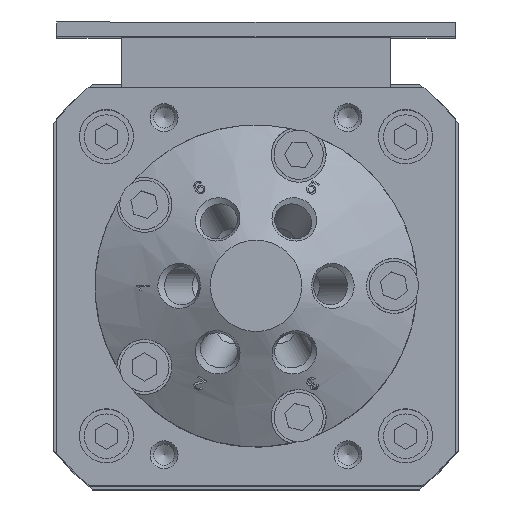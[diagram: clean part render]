
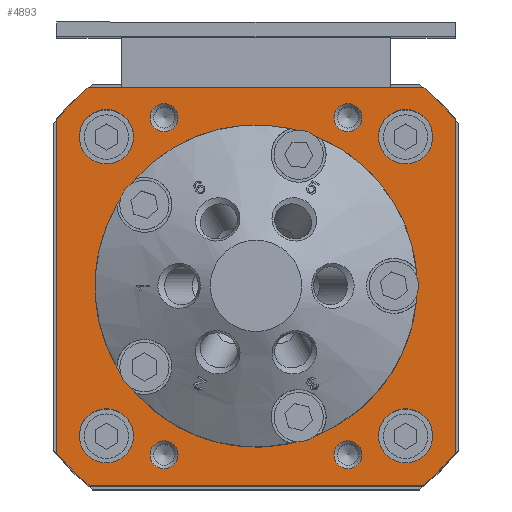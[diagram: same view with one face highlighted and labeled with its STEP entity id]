
A CAD part, top view. The second image highlights one B-rep face of the part: STEP entity #4893.
In plain terms, the highlighted planar face has unit normal (0, 0, 1).
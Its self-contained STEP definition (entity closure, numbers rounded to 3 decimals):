
#4222=CARTESIAN_POINT('',(31.93,3.492,40.375));
#4223=VERTEX_POINT('',#4222);
#4224=CARTESIAN_POINT('',(30.48,3.492,40.375));
#4225=DIRECTION('',(0.0,0.0,-1.0));
#4226=DIRECTION('',(1.0,0.0,0.0));
#4227=AXIS2_PLACEMENT_3D('',#4224,#4225,#4226);
#4228=CIRCLE('',#4227,1.45);
#4229=EDGE_CURVE('',#4223,#4223,#4228,.T.);
#4242=CARTESIAN_POINT('',(12.88,38.417,40.375));
#4243=VERTEX_POINT('',#4242);
#4244=CARTESIAN_POINT('',(11.43,38.417,40.375));
#4245=DIRECTION('',(0.0,0.0,-1.0));
#4246=DIRECTION('',(1.0,0.0,0.0));
#4247=AXIS2_PLACEMENT_3D('',#4244,#4245,#4246);
#4248=CIRCLE('',#4247,1.45);
#4249=EDGE_CURVE('',#4243,#4243,#4248,.T.);
#4270=CARTESIAN_POINT('',(31.93,38.417,40.375));
#4271=VERTEX_POINT('',#4270);
#4272=CARTESIAN_POINT('',(30.48,38.417,40.375));
#4273=DIRECTION('',(0.0,0.0,-1.0));
#4274=DIRECTION('',(1.0,0.0,0.0));
#4275=AXIS2_PLACEMENT_3D('',#4272,#4273,#4274);
#4276=CIRCLE('',#4275,1.45);
#4277=EDGE_CURVE('',#4271,#4271,#4276,.T.);
#4290=CARTESIAN_POINT('',(12.88,3.492,40.375));
#4291=VERTEX_POINT('',#4290);
#4292=CARTESIAN_POINT('',(11.43,3.492,40.375));
#4293=DIRECTION('',(0.0,0.0,-1.0));
#4294=DIRECTION('',(1.0,0.0,0.0));
#4295=AXIS2_PLACEMENT_3D('',#4292,#4293,#4294);
#4296=CIRCLE('',#4295,1.45);
#4297=EDGE_CURVE('',#4291,#4291,#4296,.T.);
#4310=CARTESIAN_POINT('',(39.256,5.461,40.375));
#4311=VERTEX_POINT('',#4310);
#4312=CARTESIAN_POINT('',(36.449,5.461,40.375));
#4313=DIRECTION('',(0.0,0.0,-1.0));
#4314=DIRECTION('',(1.0,0.0,0.0));
#4315=AXIS2_PLACEMENT_3D('',#4312,#4313,#4314);
#4316=CIRCLE('',#4315,2.807);
#4317=EDGE_CURVE('',#4311,#4311,#4316,.T.);
#4330=CARTESIAN_POINT('',(8.268,36.449,40.375));
#4331=VERTEX_POINT('',#4330);
#4332=CARTESIAN_POINT('',(5.461,36.449,40.375));
#4333=DIRECTION('',(0.0,0.0,-1.0));
#4334=DIRECTION('',(1.0,0.0,0.0));
#4335=AXIS2_PLACEMENT_3D('',#4332,#4333,#4334);
#4336=CIRCLE('',#4335,2.807);
#4337=EDGE_CURVE('',#4331,#4331,#4336,.T.);
#4350=CARTESIAN_POINT('',(39.256,36.449,40.375));
#4351=VERTEX_POINT('',#4350);
#4352=CARTESIAN_POINT('',(36.449,36.449,40.375));
#4353=DIRECTION('',(0.0,0.0,-1.0));
#4354=DIRECTION('',(1.0,0.0,0.0));
#4355=AXIS2_PLACEMENT_3D('',#4352,#4353,#4354);
#4356=CIRCLE('',#4355,2.807);
#4357=EDGE_CURVE('',#4351,#4351,#4356,.T.);
#4370=CARTESIAN_POINT('',(8.268,5.461,40.375));
#4371=VERTEX_POINT('',#4370);
#4372=CARTESIAN_POINT('',(5.461,5.461,40.375));
#4373=DIRECTION('',(0.0,0.0,-1.0));
#4374=DIRECTION('',(1.0,0.0,0.0));
#4375=AXIS2_PLACEMENT_3D('',#4372,#4373,#4374);
#4376=CIRCLE('',#4375,2.807);
#4377=EDGE_CURVE('',#4371,#4371,#4376,.T.);
#4387=CARTESIAN_POINT('',(37.63,20.955,40.375));
#4388=VERTEX_POINT('',#4387);
#4389=CARTESIAN_POINT('',(20.955,20.955,40.375));
#4390=DIRECTION('',(0.0,0.0,-1.0));
#4391=DIRECTION('',(-1.0,0.0,0.0));
#4392=AXIS2_PLACEMENT_3D('',#4389,#4390,#4391);
#4393=CIRCLE('',#4392,16.675);
#4394=EDGE_CURVE('',#4388,#4388,#4393,.T.);
#4452=CARTESIAN_POINT('',(41.593,38.246,40.375));
#4453=VERTEX_POINT('',#4452);
#4460=CARTESIAN_POINT('',(41.593,3.664,40.375));
#4461=VERTEX_POINT('',#4460);
#4462=CARTESIAN_POINT('',(41.593,38.246,40.375));
#4463=DIRECTION('',(0.0,-1.0,0.0));
#4464=VECTOR('',#4463,34.583);
#4465=LINE('',#4462,#4464);
#4466=EDGE_CURVE('',#4453,#4461,#4465,.T.);
#4504=CARTESIAN_POINT('',(38.246,0.317,40.375));
#4505=VERTEX_POINT('',#4504);
#4506=CARTESIAN_POINT('',(20.955,20.955,40.375));
#4507=DIRECTION('',(0.,0.,-1.0));
#4508=DIRECTION('',(-0.642,0.767,0.));
#4509=AXIS2_PLACEMENT_3D('',#4506,#4507,#4508);
#4510=CIRCLE('',#4509,26.924);
#4511=EDGE_CURVE('',#4461,#4505,#4510,.T.);
#4536=CARTESIAN_POINT('',(3.664,0.317,40.375));
#4537=VERTEX_POINT('',#4536);
#4538=CARTESIAN_POINT('',(38.246,0.317,40.375));
#4539=DIRECTION('',(-1.0,0.0,0.0));
#4540=VECTOR('',#4539,34.583);
#4541=LINE('',#4538,#4540);
#4542=EDGE_CURVE('',#4505,#4537,#4541,.T.);
#4600=CARTESIAN_POINT('',(0.318,3.664,40.375));
#4601=VERTEX_POINT('',#4600);
#4602=CARTESIAN_POINT('',(20.955,20.955,40.375));
#4603=DIRECTION('',(0.,0.,-1.0));
#4604=DIRECTION('',(0.767,0.642,0.));
#4605=AXIS2_PLACEMENT_3D('',#4602,#4603,#4604);
#4606=CIRCLE('',#4605,26.924);
#4607=EDGE_CURVE('',#4537,#4601,#4606,.T.);
#4632=CARTESIAN_POINT('',(0.318,38.246,40.375));
#4633=VERTEX_POINT('',#4632);
#4634=CARTESIAN_POINT('',(0.318,3.664,40.375));
#4635=DIRECTION('',(0.0,1.0,0.0));
#4636=VECTOR('',#4635,34.583);
#4637=LINE('',#4634,#4636);
#4638=EDGE_CURVE('',#4601,#4633,#4637,.T.);
#4696=CARTESIAN_POINT('',(3.664,41.592,40.375));
#4697=VERTEX_POINT('',#4696);
#4698=CARTESIAN_POINT('',(20.955,20.955,40.375));
#4699=DIRECTION('',(0.,0.,-1.0));
#4700=DIRECTION('',(0.642,-0.767,0.));
#4701=AXIS2_PLACEMENT_3D('',#4698,#4699,#4700);
#4702=CIRCLE('',#4701,26.924);
#4703=EDGE_CURVE('',#4633,#4697,#4702,.T.);
#4728=CARTESIAN_POINT('',(38.246,41.592,40.375));
#4729=VERTEX_POINT('',#4728);
#4730=CARTESIAN_POINT('',(3.664,41.592,40.375));
#4731=DIRECTION('',(1.0,0.0,0.0));
#4732=VECTOR('',#4731,34.583);
#4733=LINE('',#4730,#4732);
#4734=EDGE_CURVE('',#4697,#4729,#4733,.T.);
#4840=CARTESIAN_POINT('',(20.955,20.955,40.375));
#4841=DIRECTION('',(0.,0.,-1.0));
#4842=DIRECTION('',(-0.767,-0.642,0.));
#4843=AXIS2_PLACEMENT_3D('',#4840,#4841,#4842);
#4844=CIRCLE('',#4843,26.924);
#4845=EDGE_CURVE('',#4729,#4453,#4844,.T.);
#4851=CARTESIAN_POINT('',(20.955,20.955,40.375));
#4852=DIRECTION('',(0.0,0.0,1.0));
#4853=DIRECTION('',(1.0,0.0,0.0));
#4854=AXIS2_PLACEMENT_3D('',#4851,#4852,#4853);
#4855=PLANE('',#4854);
#4856=ORIENTED_EDGE('',*,*,#4734,.F.);
#4857=ORIENTED_EDGE('',*,*,#4703,.F.);
#4858=ORIENTED_EDGE('',*,*,#4638,.F.);
#4859=ORIENTED_EDGE('',*,*,#4607,.F.);
#4860=ORIENTED_EDGE('',*,*,#4542,.F.);
#4861=ORIENTED_EDGE('',*,*,#4511,.F.);
#4862=ORIENTED_EDGE('',*,*,#4466,.F.);
#4863=ORIENTED_EDGE('',*,*,#4845,.F.);
#4864=EDGE_LOOP('',(#4856,#4857,#4858,#4859,#4860,#4861,#4862,#4863));
#4865=FACE_OUTER_BOUND('',#4864,.T.);
#4866=ORIENTED_EDGE('',*,*,#4394,.T.);
#4867=EDGE_LOOP('',(#4866));
#4868=FACE_BOUND('',#4867,.T.);
#4869=ORIENTED_EDGE('',*,*,#4377,.T.);
#4870=EDGE_LOOP('',(#4869));
#4871=FACE_BOUND('',#4870,.T.);
#4872=ORIENTED_EDGE('',*,*,#4357,.T.);
#4873=EDGE_LOOP('',(#4872));
#4874=FACE_BOUND('',#4873,.T.);
#4875=ORIENTED_EDGE('',*,*,#4337,.T.);
#4876=EDGE_LOOP('',(#4875));
#4877=FACE_BOUND('',#4876,.T.);
#4878=ORIENTED_EDGE('',*,*,#4317,.T.);
#4879=EDGE_LOOP('',(#4878));
#4880=FACE_BOUND('',#4879,.T.);
#4881=ORIENTED_EDGE('',*,*,#4297,.T.);
#4882=EDGE_LOOP('',(#4881));
#4883=FACE_BOUND('',#4882,.T.);
#4884=ORIENTED_EDGE('',*,*,#4277,.T.);
#4885=EDGE_LOOP('',(#4884));
#4886=FACE_BOUND('',#4885,.T.);
#4887=ORIENTED_EDGE('',*,*,#4249,.T.);
#4888=EDGE_LOOP('',(#4887));
#4889=FACE_BOUND('',#4888,.T.);
#4890=ORIENTED_EDGE('',*,*,#4229,.T.);
#4891=EDGE_LOOP('',(#4890));
#4892=FACE_BOUND('',#4891,.T.);
#4893=ADVANCED_FACE('',(#4865,#4868,#4871,#4874,#4877,#4880,#4883,#4886,#4889,#4892),#4855,.T.);
